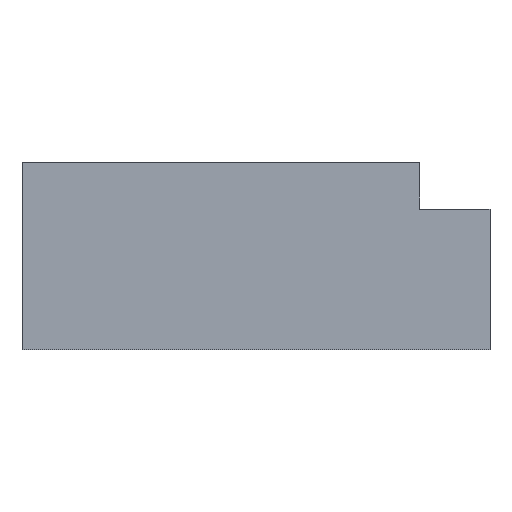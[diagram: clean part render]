
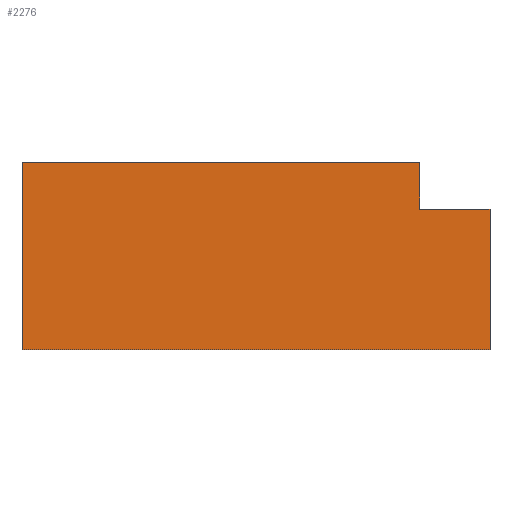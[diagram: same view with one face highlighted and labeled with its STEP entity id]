
A CAD part, front view. The second image highlights one B-rep face of the part: STEP entity #2276.
In plain terms, the highlighted planar face has unit normal (0, -1, 0).
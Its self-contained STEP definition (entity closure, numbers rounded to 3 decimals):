
#374=FACE_OUTER_BOUND('',#506,.T.);
#506=EDGE_LOOP('',(#2095,#2096,#2097,#2098,#2099,#2100));
#673=LINE('',#4498,#857);
#683=LINE('',#4535,#867);
#684=LINE('',#4539,#868);
#691=LINE('',#4552,#875);
#692=LINE('',#4555,#876);
#693=LINE('',#4556,#877);
#857=VECTOR('',#2587,10.);
#867=VECTOR('',#2627,10.);
#868=VECTOR('',#2632,10.);
#875=VECTOR('',#2643,10.);
#876=VECTOR('',#2646,10.);
#877=VECTOR('',#2647,10.);
#1083=VERTEX_POINT('',#4496);
#1084=VERTEX_POINT('',#4497);
#1096=VERTEX_POINT('',#4532);
#1097=VERTEX_POINT('',#4538);
#1101=VERTEX_POINT('',#4550);
#1102=VERTEX_POINT('',#4554);
#1409=EDGE_CURVE('',#1083,#1084,#673,.T.);
#1427=EDGE_CURVE('',#1096,#1084,#683,.T.);
#1428=EDGE_CURVE('',#1096,#1097,#684,.T.);
#1435=EDGE_CURVE('',#1101,#1097,#691,.T.);
#1436=EDGE_CURVE('',#1102,#1101,#692,.T.);
#1437=EDGE_CURVE('',#1102,#1083,#693,.T.);
#2095=ORIENTED_EDGE('',*,*,#1436,.T.);
#2096=ORIENTED_EDGE('',*,*,#1435,.T.);
#2097=ORIENTED_EDGE('',*,*,#1428,.F.);
#2098=ORIENTED_EDGE('',*,*,#1427,.T.);
#2099=ORIENTED_EDGE('',*,*,#1409,.F.);
#2100=ORIENTED_EDGE('',*,*,#1437,.F.);
#2154=PLANE('',#2348);
#2276=ADVANCED_FACE('',(#374),#2154,.T.);
#2348=AXIS2_PLACEMENT_3D('',#4553,#2644,#2645);
#2587=DIRECTION('',(1.,0.,0.));
#2627=DIRECTION('',(0.,0.,1.));
#2632=DIRECTION('',(1.,0.,0.));
#2643=DIRECTION('',(0.,0.,1.));
#2644=DIRECTION('center_axis',(0.,-1.,0.));
#2645=DIRECTION('ref_axis',(1.,0.,0.));
#2646=DIRECTION('',(1.,0.,0.));
#2647=DIRECTION('',(0.,0.,1.));
#4496=CARTESIAN_POINT('',(0.,0.,8.));
#4497=CARTESIAN_POINT('',(17.,0.,8.));
#4498=CARTESIAN_POINT('',(17.,0.,8.));
#4532=CARTESIAN_POINT('',(17.,0.,6.));
#4535=CARTESIAN_POINT('',(17.,0.,6.));
#4538=CARTESIAN_POINT('',(20.,0.,6.));
#4539=CARTESIAN_POINT('',(0.,0.,6.));
#4550=CARTESIAN_POINT('',(20.,0.,0.));
#4552=CARTESIAN_POINT('',(20.,0.,0.));
#4553=CARTESIAN_POINT('Origin',(0.,0.,0.));
#4554=CARTESIAN_POINT('',(0.,0.,0.));
#4555=CARTESIAN_POINT('',(0.,0.,0.));
#4556=CARTESIAN_POINT('',(0.,0.,0.));
